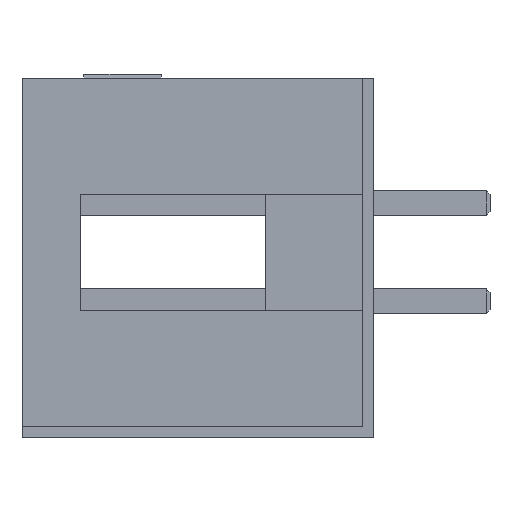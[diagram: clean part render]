
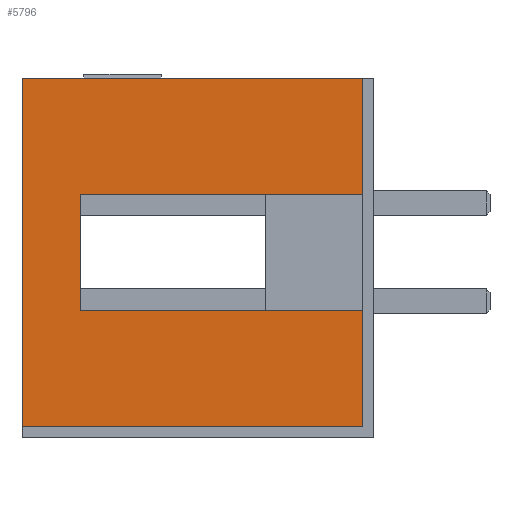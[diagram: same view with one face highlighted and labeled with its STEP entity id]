
A CAD part, left-side view. The second image highlights one B-rep face of the part: STEP entity #5796.
In plain terms, the highlighted planar face has unit normal (-1, 0, 0).
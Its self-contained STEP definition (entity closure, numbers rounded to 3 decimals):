
#17 = CARTESIAN_POINT ( 'NONE',  ( -12.69, 7.6, -1.5 ) ) ;
#380 = EDGE_CURVE ( 'NONE', #10038, #10674, #8940, .T. ) ;
#772 = ORIENTED_EDGE ( 'NONE', *, *, #3286, .T. ) ;
#777 = CARTESIAN_POINT ( 'NONE',  ( -12.69, 9.1, -4.5 ) ) ;
#1021 = DIRECTION ( 'NONE',  ( -1., 0., 0. ) ) ;
#1342 = VECTOR ( 'NONE', #9664, 1000. ) ;
#1492 = CARTESIAN_POINT ( 'NONE',  ( -12.69, 9.1, 4.5 ) ) ;
#1607 = VERTEX_POINT ( 'NONE', #9980 ) ;
#1931 = CARTESIAN_POINT ( 'NONE',  ( -12.69, 0.3, 0. ) ) ;
#2243 = CARTESIAN_POINT ( 'NONE',  ( -12.69, 0.3, 0. ) ) ;
#2261 = CARTESIAN_POINT ( 'NONE',  ( -12.69, 0.3, -4.5 ) ) ;
#2440 = CARTESIAN_POINT ( 'NONE',  ( -12.69, 0.3, 1.5 ) ) ;
#2547 = DIRECTION ( 'NONE',  ( 0., 0., -1. ) ) ;
#2550 = VECTOR ( 'NONE', #5932, 1000. ) ;
#2776 = EDGE_CURVE ( 'NONE', #1607, #5655, #11565, .T. ) ;
#3286 = EDGE_CURVE ( 'NONE', #1607, #10038, #4341, .T. ) ;
#3416 = LINE ( 'NONE', #7013, #7961 ) ;
#3497 = ORIENTED_EDGE ( 'NONE', *, *, #4577, .F. ) ;
#3582 = DIRECTION ( 'NONE',  ( 0., -1., 0. ) ) ;
#4124 = LINE ( 'NONE', #1492, #5103 ) ;
#4322 = VECTOR ( 'NONE', #4753, 1000. ) ;
#4341 = LINE ( 'NONE', #11648, #1342 ) ;
#4476 = DIRECTION ( 'NONE',  ( 0., -1., 0. ) ) ;
#4577 = EDGE_CURVE ( 'NONE', #5655, #4838, #6768, .T. ) ;
#4753 = DIRECTION ( 'NONE',  ( 0., -1., 0. ) ) ;
#4823 = DIRECTION ( 'NONE',  ( 0., -1., 0. ) ) ;
#4838 = VERTEX_POINT ( 'NONE', #2261 ) ;
#4964 = VERTEX_POINT ( 'NONE', #777 ) ;
#5103 = VECTOR ( 'NONE', #4823, 1000. ) ;
#5552 = DIRECTION ( 'NONE',  ( 0., 0., 1. ) ) ;
#5556 = EDGE_LOOP ( 'NONE', ( #3497, #7889, #772, #6999, #9457, #8824, #10264, #11062 ) ) ;
#5617 = DIRECTION ( 'NONE',  ( 0., 0., -1. ) ) ;
#5655 = VERTEX_POINT ( 'NONE', #6422 ) ;
#5778 = VECTOR ( 'NONE', #5617, 1000. ) ;
#5796 = ADVANCED_FACE ( 'NONE', ( #11110 ), #9968, .T. ) ;
#5878 = VECTOR ( 'NONE', #3582, 1000. ) ;
#5932 = DIRECTION ( 'NONE',  ( 0., 0., -1. ) ) ;
#6422 = CARTESIAN_POINT ( 'NONE',  ( -12.69, 0.3, -1.5 ) ) ;
#6541 = AXIS2_PLACEMENT_3D ( 'NONE', #9084, #1021, #5552 ) ;
#6768 = LINE ( 'NONE', #2243, #2550 ) ;
#6965 = CARTESIAN_POINT ( 'NONE',  ( -12.69, 0.3, 4.5 ) ) ;
#6999 = ORIENTED_EDGE ( 'NONE', *, *, #380, .T. ) ;
#7013 = CARTESIAN_POINT ( 'NONE',  ( -12.69, 9.1, 0. ) ) ;
#7162 = CARTESIAN_POINT ( 'NONE',  ( -12.69, 7.6, 1.5 ) ) ;
#7414 = EDGE_CURVE ( 'NONE', #4964, #4838, #8425, .T. ) ;
#7665 = CARTESIAN_POINT ( 'NONE',  ( -12.69, 9.1, -4.5 ) ) ;
#7889 = ORIENTED_EDGE ( 'NONE', *, *, #2776, .F. ) ;
#7907 = EDGE_CURVE ( 'NONE', #11606, #10796, #4124, .T. ) ;
#7961 = VECTOR ( 'NONE', #2547, 1000. ) ;
#8261 = EDGE_CURVE ( 'NONE', #11606, #4964, #3416, .T. ) ;
#8425 = LINE ( 'NONE', #7665, #4322 ) ;
#8824 = ORIENTED_EDGE ( 'NONE', *, *, #7907, .F. ) ;
#8940 = LINE ( 'NONE', #10906, #5878 ) ;
#9084 = CARTESIAN_POINT ( 'NONE',  ( -12.69, 9.1, 0. ) ) ;
#9457 = ORIENTED_EDGE ( 'NONE', *, *, #10272, .F. ) ;
#9664 = DIRECTION ( 'NONE',  ( 0., 0., 1. ) ) ;
#9839 = CARTESIAN_POINT ( 'NONE',  ( -12.69, 9.1, 4.5 ) ) ;
#9968 = PLANE ( 'NONE',  #6541 ) ;
#9980 = CARTESIAN_POINT ( 'NONE',  ( -12.69, 7.6, -1.5 ) ) ;
#10038 = VERTEX_POINT ( 'NONE', #7162 ) ;
#10264 = ORIENTED_EDGE ( 'NONE', *, *, #8261, .T. ) ;
#10272 = EDGE_CURVE ( 'NONE', #10796, #10674, #11015, .T. ) ;
#10674 = VERTEX_POINT ( 'NONE', #2440 ) ;
#10796 = VERTEX_POINT ( 'NONE', #6965 ) ;
#10906 = CARTESIAN_POINT ( 'NONE',  ( -12.69, 7.6, 1.5 ) ) ;
#11015 = LINE ( 'NONE', #1931, #5778 ) ;
#11062 = ORIENTED_EDGE ( 'NONE', *, *, #7414, .T. ) ;
#11110 = FACE_OUTER_BOUND ( 'NONE', #5556, .T. ) ;
#11125 = VECTOR ( 'NONE', #4476, 1000. ) ;
#11565 = LINE ( 'NONE', #17, #11125 ) ;
#11606 = VERTEX_POINT ( 'NONE', #9839 ) ;
#11648 = CARTESIAN_POINT ( 'NONE',  ( -12.69, 7.6, 0. ) ) ;
